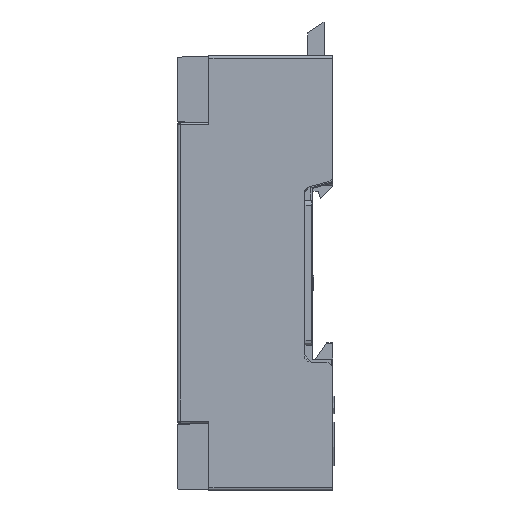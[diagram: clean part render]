
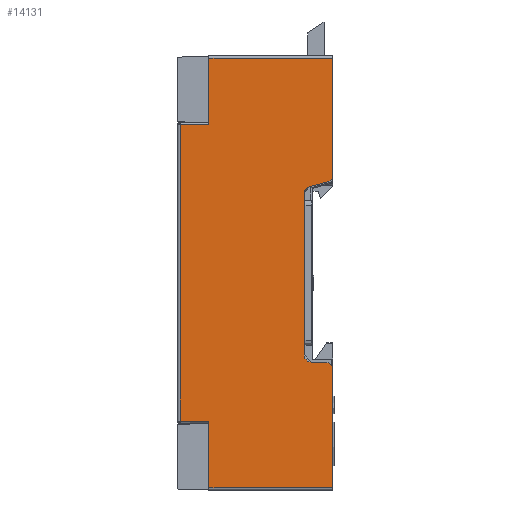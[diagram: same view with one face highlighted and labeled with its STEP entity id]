
A CAD part, left-side view. The second image highlights one B-rep face of the part: STEP entity #14131.
In plain terms, the highlighted planar face has unit normal (-1, 0, 0).
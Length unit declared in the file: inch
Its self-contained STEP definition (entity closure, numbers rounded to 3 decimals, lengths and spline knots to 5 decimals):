
#39 = DIRECTION ( 'NONE',  ( -1., 0., 0. ) ) ;
#658 = EDGE_CURVE ( 'NONE', #16442, #16628, #4075, .T. ) ;
#883 = DIRECTION ( 'NONE',  ( 0., 1., 0. ) ) ;
#956 = VERTEX_POINT ( 'NONE', #16856 ) ;
#1129 = VECTOR ( 'NONE', #13628, 39.37008 ) ;
#1561 = CARTESIAN_POINT ( 'NONE',  ( -1.04902, 0.93975, -2.63189 ) ) ;
#1716 = LINE ( 'NONE', #17491, #8609 ) ;
#1966 = CARTESIAN_POINT ( 'NONE',  ( -1.04902, 0.70353, -3.49213 ) ) ;
#1993 = PLANE ( 'NONE',  #20126 ) ;
#2036 = EDGE_LOOP ( 'NONE', ( #5123, #6523, #20325, #22547, #2067, #5340, #18455, #8640, #19029, #4145, #5981, #4703, #9089, #15109, #7399, #8729 ) ) ;
#2063 = DIRECTION ( 'NONE',  ( -1., 0., 0. ) ) ;
#2067 = ORIENTED_EDGE ( 'NONE', *, *, #8084, .T. ) ;
#2183 = CARTESIAN_POINT ( 'NONE',  ( -1.04902, -0.30828, -0.56299 ) ) ;
#2903 = AXIS2_PLACEMENT_3D ( 'NONE', #20061, #4269, #11294 ) ;
#3542 = LINE ( 'NONE', #5692, #11858 ) ;
#4075 = LINE ( 'NONE', #1561, #12932 ) ;
#4145 = ORIENTED_EDGE ( 'NONE', *, *, #18259, .T. ) ;
#4269 = DIRECTION ( 'NONE',  ( 1., 0., 0. ) ) ;
#4587 = EDGE_CURVE ( 'NONE', #10044, #5373, #12728, .T. ) ;
#4703 = ORIENTED_EDGE ( 'NONE', *, *, #19218, .T. ) ;
#4805 = EDGE_CURVE ( 'NONE', #17617, #5264, #10475, .T. ) ;
#4950 = EDGE_CURVE ( 'NONE', #6943, #19028, #10193, .T. ) ;
#5123 = ORIENTED_EDGE ( 'NONE', *, *, #17782, .T. ) ;
#5211 = VERTEX_POINT ( 'NONE', #15028 ) ;
#5247 = VERTEX_POINT ( 'NONE', #6069 ) ;
#5264 = VERTEX_POINT ( 'NONE', #20355 ) ;
#5311 = DIRECTION ( 'NONE',  ( 0., 0., 1. ) ) ;
#5325 = DIRECTION ( 'NONE',  ( 0., -1., 0. ) ) ;
#5340 = ORIENTED_EDGE ( 'NONE', *, *, #7751, .T. ) ;
#5373 = VERTEX_POINT ( 'NONE', #22589 ) ;
#5692 = CARTESIAN_POINT ( 'NONE',  ( -1.04902, -0.07206, -3.49213 ) ) ;
#5712 = CARTESIAN_POINT ( 'NONE',  ( -1.04902, 0.70353, -3.52362 ) ) ;
#5981 = ORIENTED_EDGE ( 'NONE', *, *, #14050, .T. ) ;
#6069 = CARTESIAN_POINT ( 'NONE',  ( -1.04902, -0.26451, -1.02875 ) ) ;
#6523 = ORIENTED_EDGE ( 'NONE', *, *, #13840, .T. ) ;
#6724 = EDGE_CURVE ( 'NONE', #16442, #956, #16144, .T. ) ;
#6943 = VERTEX_POINT ( 'NONE', #9085 ) ;
#7399 = ORIENTED_EDGE ( 'NONE', *, *, #4950, .T. ) ;
#7727 = DIRECTION ( 'NONE',  ( 0., 1., 0. ) ) ;
#7730 = VERTEX_POINT ( 'NONE', #8972 ) ;
#7751 = EDGE_CURVE ( 'NONE', #18224, #5211, #19661, .T. ) ;
#8084 = EDGE_CURVE ( 'NONE', #5264, #18224, #17964, .T. ) ;
#8098 = DIRECTION ( 'NONE',  ( 0., 0., -1. ) ) ;
#8569 = CARTESIAN_POINT ( 'NONE',  ( -1.04902, 0.93975, -0.56299 ) ) ;
#8609 = VECTOR ( 'NONE', #13860, 39.37008 ) ;
#8640 = ORIENTED_EDGE ( 'NONE', *, *, #658, .F. ) ;
#8664 = DIRECTION ( 'NONE',  ( 0., 0., -1. ) ) ;
#8729 = ORIENTED_EDGE ( 'NONE', *, *, #19688, .T. ) ;
#8972 = CARTESIAN_POINT ( 'NONE',  ( -1.04902, -0.11583, -1.06859 ) ) ;
#9085 = CARTESIAN_POINT ( 'NONE',  ( -1.04902, -0.13112, -2.5 ) ) ;
#9089 = ORIENTED_EDGE ( 'NONE', *, *, #4587, .T. ) ;
#9185 = CARTESIAN_POINT ( 'NONE',  ( -1.04902, -0.24923, -2.55906 ) ) ;
#10044 = VERTEX_POINT ( 'NONE', #18043 ) ;
#10087 = DIRECTION ( 'NONE',  ( 0., -0.966, 0.259 ) ) ;
#10193 = CIRCLE ( 'NONE', #17338, 0.05906 ) ;
#10314 = AXIS2_PLACEMENT_3D ( 'NONE', #10513, #39, #8664 ) ;
#10475 = LINE ( 'NONE', #17259, #1129 ) ;
#10513 = CARTESIAN_POINT ( 'NONE',  ( -1.04902, -0.24923, -0.97171 ) ) ;
#10555 = CARTESIAN_POINT ( 'NONE',  ( -1.04902, -0.30828, -2.98031 ) ) ;
#10719 = DIRECTION ( 'NONE',  ( 0., 0., 1. ) ) ;
#10965 = DIRECTION ( 'NONE',  ( 0., 0., 1. ) ) ;
#11022 = EDGE_CURVE ( 'NONE', #5247, #17617, #20538, .T. ) ;
#11199 = LINE ( 'NONE', #14435, #14847 ) ;
#11294 = DIRECTION ( 'NONE',  ( 0., 0., 1. ) ) ;
#11596 = CARTESIAN_POINT ( 'NONE',  ( -1.04902, 0.70353, -0.01969 ) ) ;
#11681 = CARTESIAN_POINT ( 'NONE',  ( -1.04902, -0.11583, -1.06859 ) ) ;
#11858 = VECTOR ( 'NONE', #10719, 39.37008 ) ;
#11948 = VECTOR ( 'NONE', #10087, 39.37008 ) ;
#12257 = CARTESIAN_POINT ( 'NONE',  ( -1.04902, -0.07206, -1.12563 ) ) ;
#12654 = CARTESIAN_POINT ( 'NONE',  ( -1.04902, -0.30828, -3.49213 ) ) ;
#12728 = CIRCLE ( 'NONE', #21354, 0.05906 ) ;
#12932 = VECTOR ( 'NONE', #15824, 39.37008 ) ;
#13071 = CARTESIAN_POINT ( 'NONE',  ( -1.04902, -0.30828, -0.01969 ) ) ;
#13477 = CARTESIAN_POINT ( 'NONE',  ( -1.04902, -0.30828, -0.97171 ) ) ;
#13628 = DIRECTION ( 'NONE',  ( 0., 0., 1. ) ) ;
#13840 = EDGE_CURVE ( 'NONE', #7730, #5247, #14189, .T. ) ;
#13860 = DIRECTION ( 'NONE',  ( 0., 1., 0. ) ) ;
#14050 = EDGE_CURVE ( 'NONE', #22559, #18965, #22029, .T. ) ;
#14131 = ADVANCED_FACE ( 'NONE', ( #14452 ), #1993, .T. ) ;
#14176 = CARTESIAN_POINT ( 'NONE',  ( -1.04902, -0.13112, -2.44094 ) ) ;
#14189 = LINE ( 'NONE', #11681, #11948 ) ;
#14389 = DIRECTION ( 'NONE',  ( 0., -1., 0. ) ) ;
#14435 = CARTESIAN_POINT ( 'NONE',  ( -1.04902, -0.30828, -3.49213 ) ) ;
#14452 = FACE_OUTER_BOUND ( 'NONE', #2036, .T. ) ;
#14521 = DIRECTION ( 'NONE',  ( 0., 0., -1. ) ) ;
#14731 = CARTESIAN_POINT ( 'NONE',  ( -1.04902, 0.93975, -2.98031 ) ) ;
#14847 = VECTOR ( 'NONE', #16084, 39.37008 ) ;
#15028 = CARTESIAN_POINT ( 'NONE',  ( -1.04902, 0.70353, -0.56299 ) ) ;
#15034 = VECTOR ( 'NONE', #5325, 39.37008 ) ;
#15109 = ORIENTED_EDGE ( 'NONE', *, *, #16703, .T. ) ;
#15430 = CARTESIAN_POINT ( 'NONE',  ( -1.04902, 0.70353, -3.49213 ) ) ;
#15824 = DIRECTION ( 'NONE',  ( 0., 0., 1. ) ) ;
#15966 = DIRECTION ( 'NONE',  ( 1., 0., 0. ) ) ;
#16033 = CARTESIAN_POINT ( 'NONE',  ( -1.04902, -0.30828, -3.52362 ) ) ;
#16084 = DIRECTION ( 'NONE',  ( 0., 0., 1. ) ) ;
#16144 = LINE ( 'NONE', #10555, #15034 ) ;
#16224 = VERTEX_POINT ( 'NONE', #12257 ) ;
#16442 = VERTEX_POINT ( 'NONE', #14731 ) ;
#16628 = VERTEX_POINT ( 'NONE', #8569 ) ;
#16703 = EDGE_CURVE ( 'NONE', #5373, #6943, #1716, .T. ) ;
#16856 = CARTESIAN_POINT ( 'NONE',  ( -1.04902, 0.70353, -2.98031 ) ) ;
#16965 = VECTOR ( 'NONE', #883, 39.37008 ) ;
#17005 = VECTOR ( 'NONE', #14389, 39.37008 ) ;
#17259 = CARTESIAN_POINT ( 'NONE',  ( -1.04902, -0.30828, -3.49213 ) ) ;
#17338 = AXIS2_PLACEMENT_3D ( 'NONE', #14176, #15966, #17564 ) ;
#17491 = CARTESIAN_POINT ( 'NONE',  ( -1.04902, -0.30828, -2.5 ) ) ;
#17564 = DIRECTION ( 'NONE',  ( 0., 0., 1. ) ) ;
#17617 = VERTEX_POINT ( 'NONE', #13477 ) ;
#17721 = CIRCLE ( 'NONE', #2903, 0.05906 ) ;
#17782 = EDGE_CURVE ( 'NONE', #16224, #7730, #17721, .T. ) ;
#17964 = LINE ( 'NONE', #13071, #22427 ) ;
#18043 = CARTESIAN_POINT ( 'NONE',  ( -1.04902, -0.30828, -2.55906 ) ) ;
#18224 = VERTEX_POINT ( 'NONE', #11596 ) ;
#18259 = EDGE_CURVE ( 'NONE', #956, #22559, #22142, .T. ) ;
#18455 = ORIENTED_EDGE ( 'NONE', *, *, #21071, .T. ) ;
#18965 = VERTEX_POINT ( 'NONE', #20867 ) ;
#19028 = VERTEX_POINT ( 'NONE', #21163 ) ;
#19029 = ORIENTED_EDGE ( 'NONE', *, *, #6724, .T. ) ;
#19218 = EDGE_CURVE ( 'NONE', #18965, #10044, #11199, .T. ) ;
#19661 = LINE ( 'NONE', #1966, #19921 ) ;
#19688 = EDGE_CURVE ( 'NONE', #19028, #16224, #3542, .T. ) ;
#19921 = VECTOR ( 'NONE', #14521, 39.37008 ) ;
#20061 = CARTESIAN_POINT ( 'NONE',  ( -1.04902, -0.13112, -1.12563 ) ) ;
#20126 = AXIS2_PLACEMENT_3D ( 'NONE', #12654, #2063, #5311 ) ;
#20325 = ORIENTED_EDGE ( 'NONE', *, *, #11022, .T. ) ;
#20355 = CARTESIAN_POINT ( 'NONE',  ( -1.04902, -0.30828, -0.01969 ) ) ;
#20538 = CIRCLE ( 'NONE', #10314, 0.05906 ) ;
#20867 = CARTESIAN_POINT ( 'NONE',  ( -1.04902, -0.30828, -3.52362 ) ) ;
#21071 = EDGE_CURVE ( 'NONE', #5211, #16628, #21684, .T. ) ;
#21163 = CARTESIAN_POINT ( 'NONE',  ( -1.04902, -0.07206, -2.44094 ) ) ;
#21354 = AXIS2_PLACEMENT_3D ( 'NONE', #9185, #21707, #10965 ) ;
#21684 = LINE ( 'NONE', #2183, #16965 ) ;
#21707 = DIRECTION ( 'NONE',  ( -1., 0., 0. ) ) ;
#22029 = LINE ( 'NONE', #16033, #17005 ) ;
#22142 = LINE ( 'NONE', #15430, #22947 ) ;
#22427 = VECTOR ( 'NONE', #7727, 39.37008 ) ;
#22547 = ORIENTED_EDGE ( 'NONE', *, *, #4805, .T. ) ;
#22559 = VERTEX_POINT ( 'NONE', #5712 ) ;
#22589 = CARTESIAN_POINT ( 'NONE',  ( -1.04902, -0.24923, -2.5 ) ) ;
#22947 = VECTOR ( 'NONE', #8098, 39.37008 ) ;
